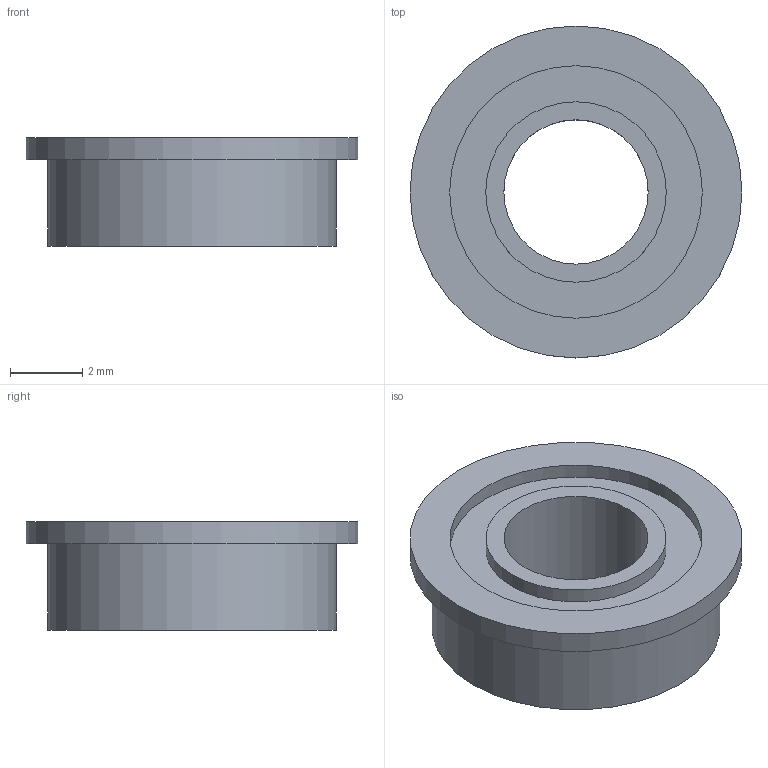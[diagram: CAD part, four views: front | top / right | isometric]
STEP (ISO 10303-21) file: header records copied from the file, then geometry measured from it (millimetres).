
FILE_DESCRIPTION( ( 'Unknown' ), '1' );
FILE_NAME( 'Flange Bearing 4x8x3mm.stp', 'Unknown', ( 'Unknown' ), ( 'Unknown' ), 'PSStep 15.0.49', 'Unknown', ' ' );
FILE_SCHEMA( ( 'AUTOMOTIVE_DESIGN { 1 0 10303 214 1 1 1 1 }' ) );
Length unit declared in the file: millimetre
Products named in the file (1): Flange Bearing 4x8x3mm
Bounding box: 9.2 x 9.2 x 3 mm (x, y, z)
Volume: 111.5 mm3; surface area: 245.8 mm2
Topology: 1 solids, 1 shells, 14 faces, 21 edges, 14 vertices
Faces by surface type: cylinder 7, plane 7
Full cylindrical faces by diameter (mm): 4 x1, 5 x2, 7 x2, 8 x1, 9.2 x1
Entity records: 416 total; most frequent: DIRECTION 58, CARTESIAN_POINT 43, AXIS2_PLACEMENT_3D 29, EDGE_LOOP 28, ORIENTED_EDGE 28, FACE_OUTER_BOUND 21, STYLED_ITEM 14, PRESENTATION_STYLE_ASSIGNMENT 14
